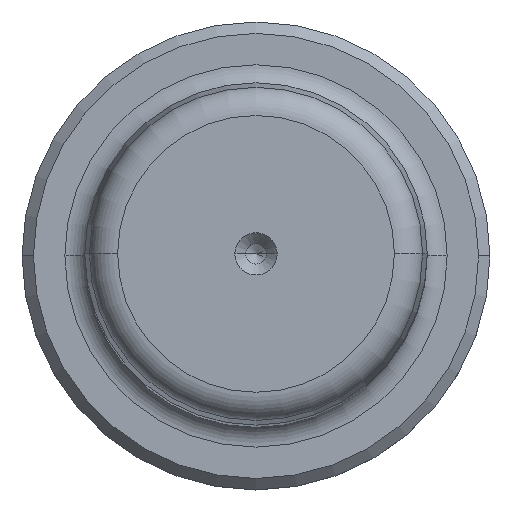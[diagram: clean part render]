
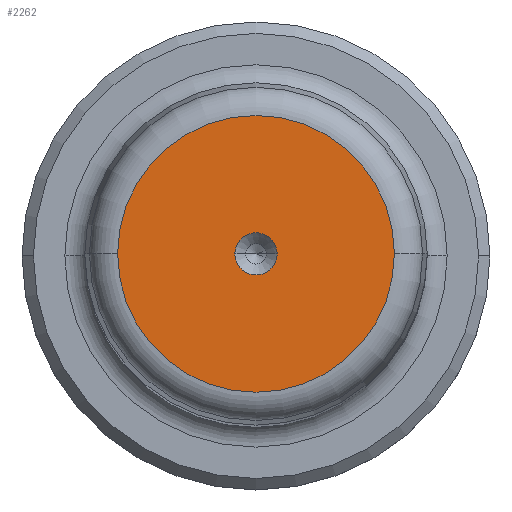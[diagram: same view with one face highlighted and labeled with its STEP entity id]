
A CAD part, top view. The second image highlights one B-rep face of the part: STEP entity #2262.
In plain terms, the highlighted planar face has unit normal (0, 0, 1).
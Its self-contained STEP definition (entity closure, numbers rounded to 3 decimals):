
#27 = DIRECTION ( 'NONE',  ( 1., 0., 0. ) ) ;
#84 = DIRECTION ( 'NONE',  ( 0., 0., 1. ) ) ;
#110 = DIRECTION ( 'NONE',  ( 1., 0., 0. ) ) ;
#162 = VERTEX_POINT ( 'NONE', #476 ) ;
#167 = DIRECTION ( 'NONE',  ( 0., 0., 1. ) ) ;
#282 = CARTESIAN_POINT ( 'NONE',  ( 12.124, 0., 140. ) ) ;
#299 = PLANE ( 'NONE',  #1608 ) ;
#327 = CIRCLE ( 'NONE', #1100, 1.85 ) ;
#359 = EDGE_CURVE ( 'NONE', #1475, #1647, #1070, .T. ) ;
#476 = CARTESIAN_POINT ( 'NONE',  ( -12.124, 0., 140. ) ) ;
#487 = AXIS2_PLACEMENT_3D ( 'NONE', #1180, #84, #27 ) ;
#491 = CARTESIAN_POINT ( 'NONE',  ( 0., 0., 140. ) ) ;
#544 = EDGE_LOOP ( 'NONE', ( #999, #2194 ) ) ;
#589 = CIRCLE ( 'NONE', #487, 12.124 ) ;
#619 = CARTESIAN_POINT ( 'NONE',  ( 0., 0., 140. ) ) ;
#670 = AXIS2_PLACEMENT_3D ( 'NONE', #2186, #167, #1823 ) ;
#799 = DIRECTION ( 'NONE',  ( 1., 0., 0. ) ) ;
#999 = ORIENTED_EDGE ( 'NONE', *, *, #359, .F. ) ;
#1041 = ORIENTED_EDGE ( 'NONE', *, *, #1328, .T. ) ;
#1070 = CIRCLE ( 'NONE', #670, 1.85 ) ;
#1100 = AXIS2_PLACEMENT_3D ( 'NONE', #2273, #1203, #110 ) ;
#1118 = FACE_OUTER_BOUND ( 'NONE', #1959, .T. ) ;
#1152 = CIRCLE ( 'NONE', #1885, 12.124 ) ;
#1180 = CARTESIAN_POINT ( 'NONE',  ( 0., 0., 140. ) ) ;
#1203 = DIRECTION ( 'NONE',  ( 0., 0., 1. ) ) ;
#1234 = FACE_BOUND ( 'NONE', #544, .T. ) ;
#1328 = EDGE_CURVE ( 'NONE', #162, #1747, #589, .T. ) ;
#1338 = CARTESIAN_POINT ( 'NONE',  ( -1.85, 0., 140. ) ) ;
#1389 = DIRECTION ( 'NONE',  ( 0., 0., 1. ) ) ;
#1475 = VERTEX_POINT ( 'NONE', #1523 ) ;
#1523 = CARTESIAN_POINT ( 'NONE',  ( 1.85, 0., 140. ) ) ;
#1608 = AXIS2_PLACEMENT_3D ( 'NONE', #491, #1389, #1918 ) ;
#1647 = VERTEX_POINT ( 'NONE', #1338 ) ;
#1740 = EDGE_CURVE ( 'NONE', #1647, #1475, #327, .T. ) ;
#1747 = VERTEX_POINT ( 'NONE', #282 ) ;
#1803 = ORIENTED_EDGE ( 'NONE', *, *, #2096, .T. ) ;
#1823 = DIRECTION ( 'NONE',  ( 1., 0., 0. ) ) ;
#1863 = DIRECTION ( 'NONE',  ( 0., 0., 1. ) ) ;
#1885 = AXIS2_PLACEMENT_3D ( 'NONE', #619, #1863, #799 ) ;
#1918 = DIRECTION ( 'NONE',  ( 1., 0., 0. ) ) ;
#1959 = EDGE_LOOP ( 'NONE', ( #1803, #1041 ) ) ;
#2096 = EDGE_CURVE ( 'NONE', #1747, #162, #1152, .T. ) ;
#2186 = CARTESIAN_POINT ( 'NONE',  ( 0., 0., 140. ) ) ;
#2194 = ORIENTED_EDGE ( 'NONE', *, *, #1740, .F. ) ;
#2262 = ADVANCED_FACE ( 'NONE', ( #1234, #1118 ), #299, .T. ) ;
#2273 = CARTESIAN_POINT ( 'NONE',  ( 0., 0., 140. ) ) ;
